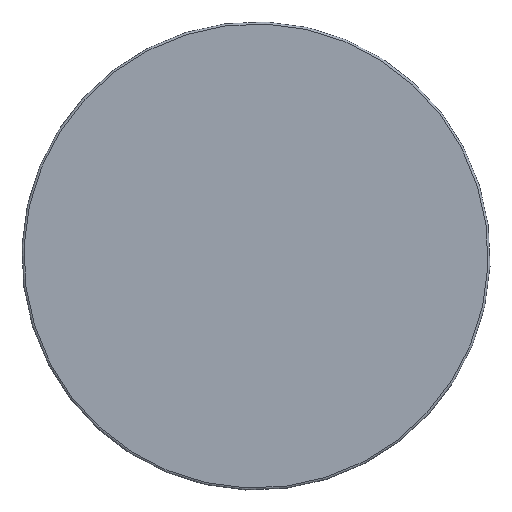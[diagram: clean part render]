
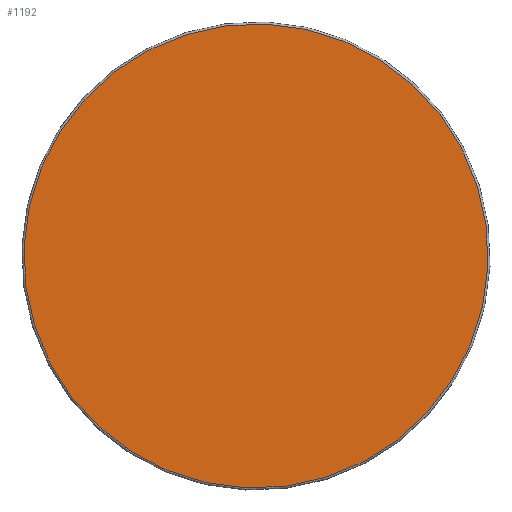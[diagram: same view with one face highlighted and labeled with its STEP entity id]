
A CAD part, front view. The second image highlights one B-rep face of the part: STEP entity #1192.
In plain terms, the highlighted planar face has unit normal (0, -1, 0).
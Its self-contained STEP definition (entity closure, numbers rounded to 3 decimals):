
#165=PLANE('',#1415);
#228=FACE_OUTER_BOUND('',#312,.T.);
#312=EDGE_LOOP('',(#1097,#1098));
#513=CIRCLE('',#1412,32.7);
#515=CIRCLE('',#1414,32.7);
#626=VERTEX_POINT('',#2316);
#627=VERTEX_POINT('',#2317);
#784=EDGE_CURVE('',#626,#627,#513,.T.);
#786=EDGE_CURVE('',#627,#626,#515,.T.);
#1097=ORIENTED_EDGE('',*,*,#784,.F.);
#1098=ORIENTED_EDGE('',*,*,#786,.F.);
#1192=ADVANCED_FACE('',(#228),#165,.T.);
#1412=AXIS2_PLACEMENT_3D('',#2318,#1694,#1695);
#1414=AXIS2_PLACEMENT_3D('',#2320,#1698,#1699);
#1415=AXIS2_PLACEMENT_3D('',#2321,#1700,#1701);
#1694=DIRECTION('center_axis',(0.,1.,0.));
#1695=DIRECTION('ref_axis',(-1.,0.,0.));
#1698=DIRECTION('center_axis',(0.,1.,0.));
#1699=DIRECTION('ref_axis',(-1.,0.,0.));
#1700=DIRECTION('center_axis',(0.,-1.,0.));
#1701=DIRECTION('ref_axis',(0.,0.,-1.));
#2316=CARTESIAN_POINT('',(32.7,0.,0.));
#2317=CARTESIAN_POINT('',(0.,0.,32.7));
#2318=CARTESIAN_POINT('Origin',(0.,0.,0.));
#2320=CARTESIAN_POINT('Origin',(0.,0.,0.));
#2321=CARTESIAN_POINT('Origin',(0.,0.,0.));
